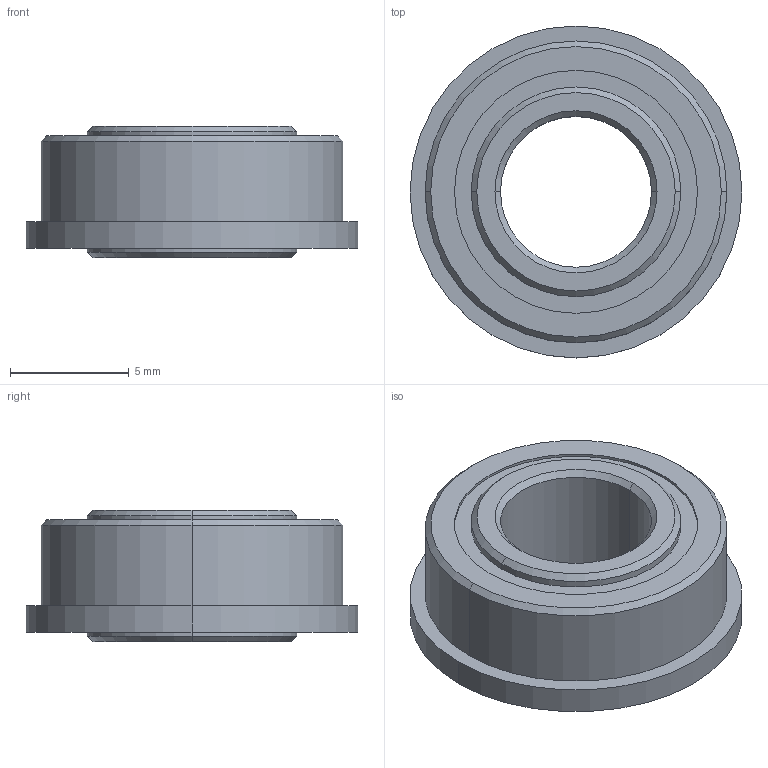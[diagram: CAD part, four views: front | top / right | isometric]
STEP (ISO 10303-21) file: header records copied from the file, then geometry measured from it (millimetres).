
FILE_DESCRIPTION (( 'STEP AP203' ), '1' );
FILE_NAME ('C003-507_01_sldprt.STEP', '2016-06-02T17:06:06', ( 'Shusen Zhang' ), ( 'MathWorks' ), 'SwSTEP 2.0', 'SolidWorks 2015', '' );
FILE_SCHEMA (( 'CONFIG_CONTROL_DESIGN' ));
Length unit declared in the file: inch
Products named in the file (1): C003-507_01_sldprt
Bounding box: 13.97 x 13.97 x 5.53 mm (x, y, z)
Volume: 446.2 mm3; surface area: 1236.4 mm2
Topology: 16 solids, 16 shells, 71 faces, 178 edges, 116 vertices
Faces by surface type: sphere 24, cylinder 22, cone 10, plane 9, torus 6
Entity records: 1775 total; most frequent: DIRECTION 348, CARTESIAN_POINT 270, ORIENTED_EDGE 236, AXIS2_PLACEMENT_3D 158, EDGE_CURVE 118, CIRCLE 86, EDGE_LOOP 80, VERTEX_POINT 80
